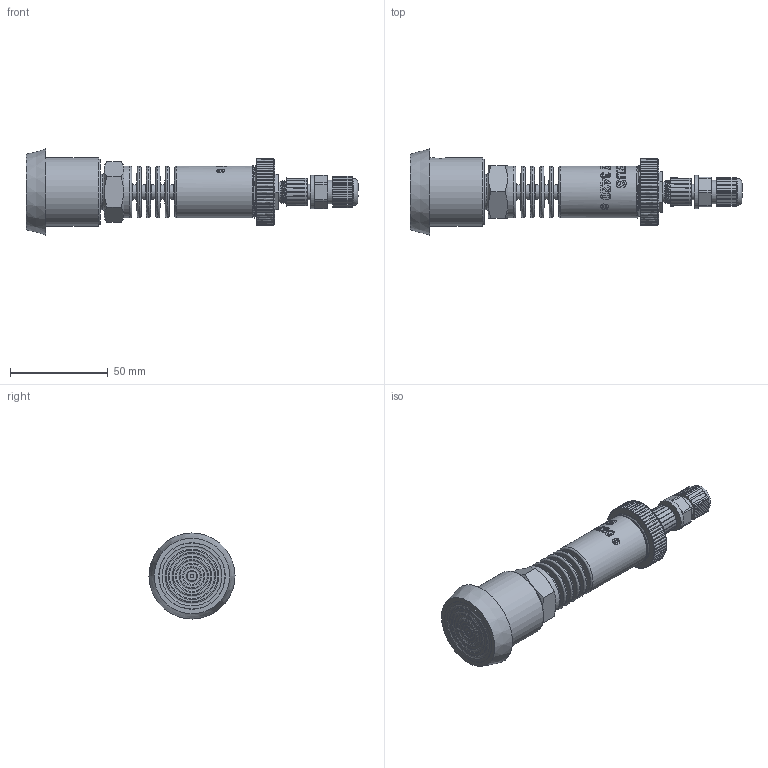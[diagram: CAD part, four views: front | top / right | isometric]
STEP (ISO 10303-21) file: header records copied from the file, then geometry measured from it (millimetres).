
FILE_DESCRIPTION(/* description */ (''),/* implementation_level */ '2;1');
FILE_NAME(/* name */ 'APZ3420s_TapperDN25_radiator_4.step',/* time_stamp */ '2021-07-08T13:52:42+03:00',/* author */ (''),/* organization */ (''),/* preprocessor_version */ 'ST-DEVELOPER v18.1',/* originating_system */ 'Autodesk Translation Framework v10.9.0.1377',/* authorisation */ '');
FILE_SCHEMA (('AUTOMOTIVE_DESIGN { 1 0 10303 214 3 1 1 }'));
Length unit declared in the file: millimetre
Products named in the file (7): АПЗ 3420S заполненная; OMAL nut M27x1.5; M12x1 male; Ш100.000.002; M12x1 female straight; G1\2EN radiator; Tapper socket DN25 diaphragm 34 v2
Assembly tree (6 placements, depth 2):
  АПЗ 3420S заполненная
    OMAL nut M27x1.5
    M12x1 male
    Ш100.000.002
    M12x1 female straight
    G1\2EN radiator
    Tapper socket DN25 diaphragm 34 v2
Bounding box: 169.72 x 44 x 44 mm (x, y, z)
Volume: 90531.3 mm3; surface area: 36106.8 mm2
Topology: 18 solids, 18 shells, 1043 faces, 2870 edges, 1919 vertices
Faces by surface type: bspline 499, plane 286, cylinder 168, cone 52, torus 37, sphere 1
Full cylindrical faces by diameter (mm): 1 x12, 1.5 x4, 2 x1, 3 x1, 3.3 x1, 5 x1, 6 x3, 7 x1, 7.3 x1, 7.5 x5, 8 x3, 8.2 x1, 10.293 x1, 10.6 x2, 10.741 x6, 11.884 x5, 12 x1, 14 x2, 14.137 x4, 14.526 x3, 15.85 x3, 16.203 x3, 16.7 x1, 17 x1, 17.5 x1, 18 x1, 18.631 x6, 20.955 x7, 21.4 x2, 22 x1
Entity records: 63538 total; most frequent: CARTESIAN_POINT 40630, ORIENTED_EDGE 5736, DIRECTION 3030, EDGE_CURVE 2868, VERTEX_POINT 1918, B_SPLINE_CURVE_WITH_KNOTS 1314, EDGE_LOOP 1118, LINE 1044
